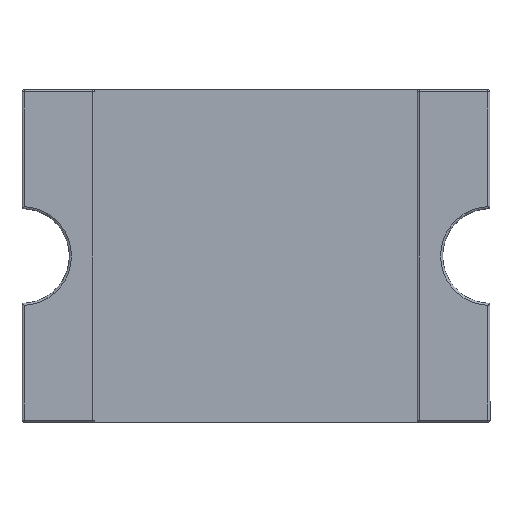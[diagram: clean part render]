
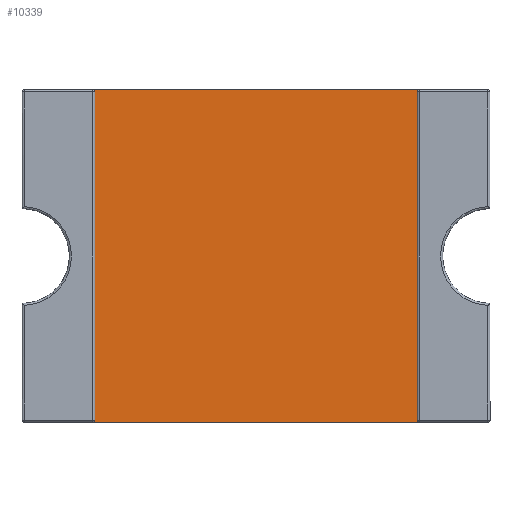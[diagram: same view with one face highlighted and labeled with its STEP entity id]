
A CAD part, front view. The second image highlights one B-rep face of the part: STEP entity #10339.
In plain terms, the highlighted planar face has unit normal (0, -1, 0).
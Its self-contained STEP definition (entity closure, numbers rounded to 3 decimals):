
#130 = CARTESIAN_POINT ( 'NONE',  ( -1.55, -0.225, 1.598 ) ) ;
#229 = VERTEX_POINT ( 'NONE', #13787 ) ;
#329 = CARTESIAN_POINT ( 'NONE',  ( -1.55, -0.225, 1.598 ) ) ;
#1391 = LINE ( 'NONE', #130, #15400 ) ;
#2635 = LINE ( 'NONE', #6841, #14378 ) ;
#3054 = DIRECTION ( 'NONE',  ( 0., 0., 1. ) ) ;
#3609 = CARTESIAN_POINT ( 'NONE',  ( -1.55, -0.225, 1.598 ) ) ;
#4517 = CARTESIAN_POINT ( 'NONE',  ( -1.55, -0.225, 1.598 ) ) ;
#4612 = DIRECTION ( 'NONE',  ( 0., 1., 0. ) ) ;
#5308 = ORIENTED_EDGE ( 'NONE', *, *, #16063, .T. ) ;
#6094 = FACE_OUTER_BOUND ( 'NONE', #18801, .T. ) ;
#6606 = VECTOR ( 'NONE', #11707, 1000. ) ;
#6707 = VERTEX_POINT ( 'NONE', #3609 ) ;
#6841 = CARTESIAN_POINT ( 'NONE',  ( 1.55, -0.225, 1.598 ) ) ;
#7809 = ORIENTED_EDGE ( 'NONE', *, *, #10459, .T. ) ;
#9062 = ORIENTED_EDGE ( 'NONE', *, *, #18293, .F. ) ;
#9217 = DIRECTION ( 'NONE',  ( 0., 0., -1. ) ) ;
#9417 = AXIS2_PLACEMENT_3D ( 'NONE', #4517, #4612, #3054 ) ;
#10339 = ADVANCED_FACE ( 'NONE', ( #6094 ), #13105, .F. ) ;
#10352 = LINE ( 'NONE', #10461, #6606 ) ;
#10459 = EDGE_CURVE ( 'NONE', #14631, #229, #10352, .T. ) ;
#10461 = CARTESIAN_POINT ( 'NONE',  ( -1.55, -0.225, -1.598 ) ) ;
#10947 = ORIENTED_EDGE ( 'NONE', *, *, #16082, .F. ) ;
#11707 = DIRECTION ( 'NONE',  ( 1., 0., 0. ) ) ;
#13105 = PLANE ( 'NONE',  #9417 ) ;
#13787 = CARTESIAN_POINT ( 'NONE',  ( 1.55, -0.225, -1.598 ) ) ;
#13911 = VERTEX_POINT ( 'NONE', #14511 ) ;
#14161 = LINE ( 'NONE', #329, #15301 ) ;
#14378 = VECTOR ( 'NONE', #19101, 1000. ) ;
#14511 = CARTESIAN_POINT ( 'NONE',  ( 1.55, -0.225, 1.598 ) ) ;
#14631 = VERTEX_POINT ( 'NONE', #18001 ) ;
#15301 = VECTOR ( 'NONE', #9217, 1000. ) ;
#15400 = VECTOR ( 'NONE', #16215, 1000. ) ;
#16063 = EDGE_CURVE ( 'NONE', #6707, #14631, #14161, .T. ) ;
#16082 = EDGE_CURVE ( 'NONE', #13911, #229, #2635, .T. ) ;
#16215 = DIRECTION ( 'NONE',  ( 1., 0., 0. ) ) ;
#18001 = CARTESIAN_POINT ( 'NONE',  ( -1.55, -0.225, -1.598 ) ) ;
#18293 = EDGE_CURVE ( 'NONE', #6707, #13911, #1391, .T. ) ;
#18801 = EDGE_LOOP ( 'NONE', ( #7809, #10947, #9062, #5308 ) ) ;
#19101 = DIRECTION ( 'NONE',  ( 0., 0., -1. ) ) ;
